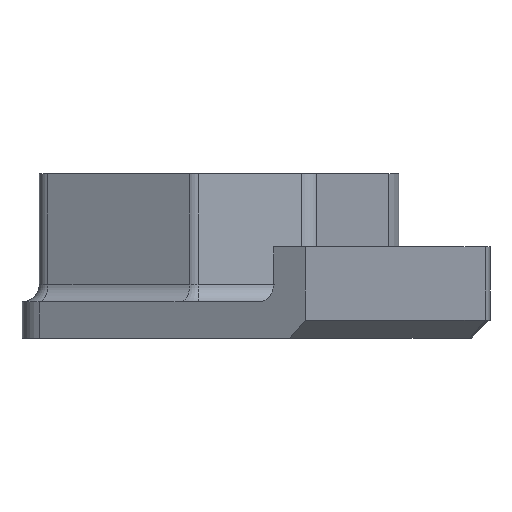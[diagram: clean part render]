
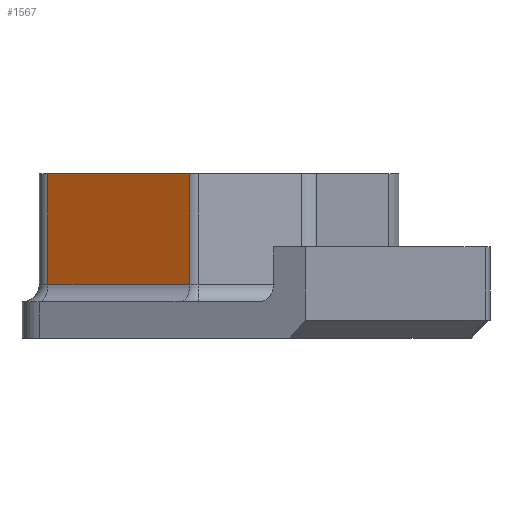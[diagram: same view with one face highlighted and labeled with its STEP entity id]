
A CAD part, front view. The second image highlights one B-rep face of the part: STEP entity #1567.
In plain terms, the highlighted planar face has unit normal (-0.5, -0.866, 0).
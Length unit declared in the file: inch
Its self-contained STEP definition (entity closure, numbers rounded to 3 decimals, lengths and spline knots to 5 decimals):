
#122=FACE_OUTER_BOUND('',#216,.T.);
#216=EDGE_LOOP('',(#1222,#1223,#1224,#1225));
#430=LINE('',#2562,#567);
#437=LINE('',#2607,#574);
#438=LINE('',#2611,#575);
#439=LINE('',#2612,#576);
#567=VECTOR('',#2000,0.3937);
#574=VECTOR('',#2049,0.3937);
#575=VECTOR('',#2054,0.3937);
#576=VECTOR('',#2055,0.3937);
#722=VERTEX_POINT('',#2555);
#723=VERTEX_POINT('',#2560);
#730=VERTEX_POINT('',#2606);
#731=VERTEX_POINT('',#2610);
#896=EDGE_CURVE('',#722,#723,#430,.T.);
#914=EDGE_CURVE('',#723,#730,#437,.T.);
#916=EDGE_CURVE('',#731,#722,#438,.T.);
#917=EDGE_CURVE('',#731,#730,#439,.T.);
#1222=ORIENTED_EDGE('',*,*,#896,.F.);
#1223=ORIENTED_EDGE('',*,*,#916,.F.);
#1224=ORIENTED_EDGE('',*,*,#917,.T.);
#1225=ORIENTED_EDGE('',*,*,#914,.F.);
#1509=PLANE('',#1709);
#1567=ADVANCED_FACE('',(#122),#1509,.T.);
#1709=AXIS2_PLACEMENT_3D('',#2609,#2052,#2053);
#2000=DIRECTION('',(-0.866,0.5,0.));
#2049=DIRECTION('',(0.,0.,1.));
#2052=DIRECTION('center_axis',(-0.5,-0.866,0.));
#2053=DIRECTION('ref_axis',(0.866,-0.5,0.));
#2054=DIRECTION('',(0.,0.,-1.));
#2055=DIRECTION('',(-0.866,0.5,0.));
#2555=CARTESIAN_POINT('',(2.52284,-1.66702,0.36811));
#2560=CARTESIAN_POINT('',(1.55158,-1.10626,0.36811));
#2562=CARTESIAN_POINT('',(0.7007,-0.61501,0.36811));
#2606=CARTESIAN_POINT('',(1.55158,-1.10626,1.12795));
#2607=CARTESIAN_POINT('',(1.55158,-1.10626,0.25));
#2609=CARTESIAN_POINT('Origin',(1.49253,-1.07217,0.25));
#2610=CARTESIAN_POINT('',(2.52284,-1.66702,1.12795));
#2611=CARTESIAN_POINT('',(2.52284,-1.66702,0.25));
#2612=CARTESIAN_POINT('',(1.67442,-1.17718,1.12795));
